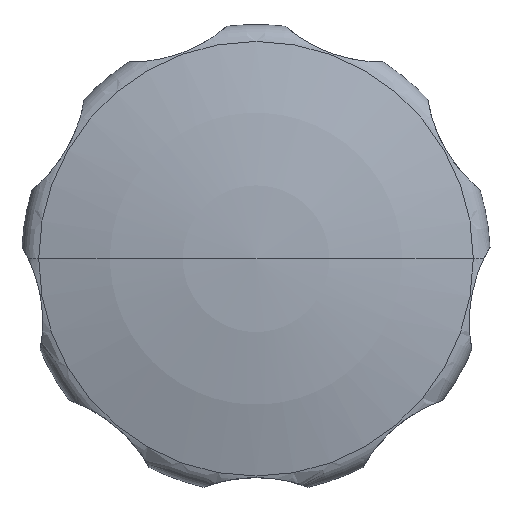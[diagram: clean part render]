
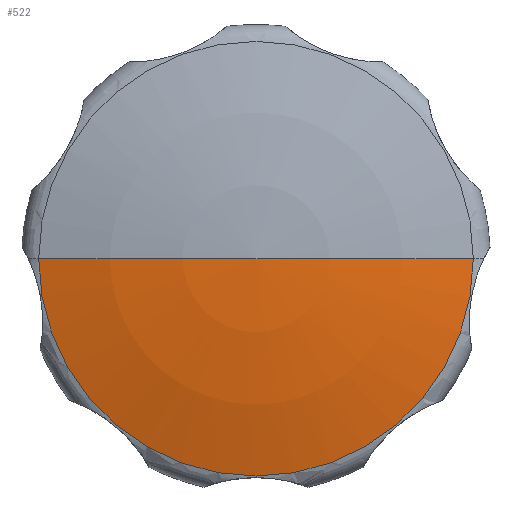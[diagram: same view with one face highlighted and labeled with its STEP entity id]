
A CAD part, top view. The second image highlights one B-rep face of the part: STEP entity #522.
In plain terms, the highlighted spherical face has radius 67.309 mm.
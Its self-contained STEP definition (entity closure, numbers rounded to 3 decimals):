
#334=VERTEX_POINT('',#851);
#340=VERTEX_POINT('',#857);
#438=VERTEX_POINT('',#966);
#462=EDGE_CURVE('',#340,#438,#992,.T.);
#522=ADVANCED_FACE('',(#1057),#1058,.T.);
#628=EDGE_CURVE('',#334,#340,#1168,.T.);
#646=EDGE_CURVE('',#334,#438,#1187,.T.);
#851=CARTESIAN_POINT('',(-18.551,0.,19.393));
#857=CARTESIAN_POINT('',(0.,0.,22.0));
#966=CARTESIAN_POINT('',(18.551,0.,19.393));
#992=CIRCLE('',#1824,67.309);
#1057=FACE_OUTER_BOUND('',#1959,.T.);
#1058=SPHERICAL_SURFACE('',#1960,67.309);
#1168=CIRCLE('',#2347,67.309);
#1187=CIRCLE('',#2383,18.551);
#1824=AXIS2_PLACEMENT_3D('',#2850,#2851,#2852);
#1959=EDGE_LOOP('',(#2916,#2917,#2918));
#1960=AXIS2_PLACEMENT_3D('',#2919,#2920,#2921);
#2347=AXIS2_PLACEMENT_3D('',#3019,#3020,#3021);
#2383=AXIS2_PLACEMENT_3D('',#3038,#3039,#3040);
#2850=CARTESIAN_POINT('',(0.,0.,-45.309));
#2851=DIRECTION('',(0.,1.0,0.0));
#2852=DIRECTION('',(0.0,-0.0,-1.0));
#2916=ORIENTED_EDGE('',*,*,#628,.F.);
#2917=ORIENTED_EDGE('',*,*,#646,.T.);
#2918=ORIENTED_EDGE('',*,*,#462,.F.);
#2919=CARTESIAN_POINT('',(0.,0.,-45.309));
#2920=DIRECTION('',(0.0,0.0,1.0));
#2921=DIRECTION('',(-1.0,0.,0.0));
#3019=CARTESIAN_POINT('',(0.,0.,-45.309));
#3020=DIRECTION('',(0.,1.0,0.0));
#3021=DIRECTION('',(0.0,-0.0,-1.0));
#3038=CARTESIAN_POINT('',(0.,0.,19.393));
#3039=DIRECTION('',(0.0,0.0,1.0));
#3040=DIRECTION('',(-1.0,0.,0.0));
